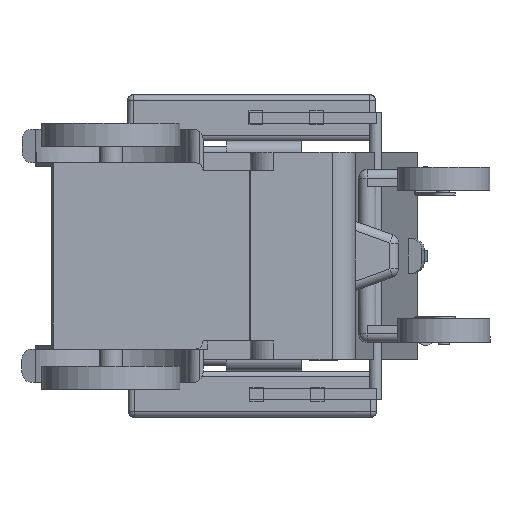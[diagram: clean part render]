
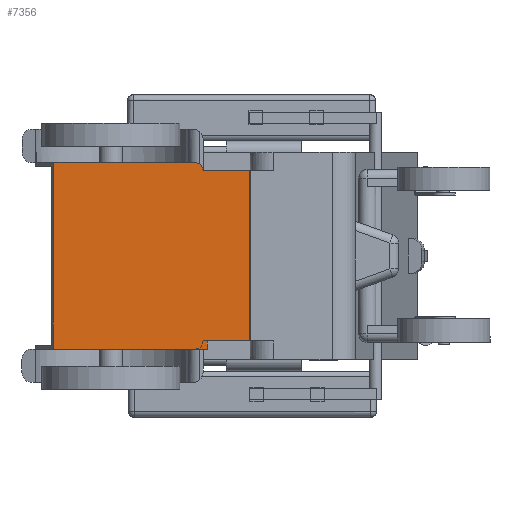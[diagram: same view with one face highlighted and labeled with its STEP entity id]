
A CAD part, front view. The second image highlights one B-rep face of the part: STEP entity #7356.
In plain terms, the highlighted planar face has unit normal (0, -1, 0).
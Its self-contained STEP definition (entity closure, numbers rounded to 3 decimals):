
#476=PLANE('',#8021);
#788=FACE_OUTER_BOUND('',#1209,.T.);
#1209=EDGE_LOOP('',(#6000,#6001,#6002,#6003,#6004,#6005,#6006,#6007));
#1818=LINE('',#13426,#2485);
#1825=LINE('',#13487,#2492);
#1840=LINE('',#13577,#2507);
#1841=LINE('',#13579,#2508);
#1842=LINE('',#13581,#2509);
#1843=LINE('',#13582,#2510);
#1844=LINE('',#13583,#2511);
#2485=VECTOR('',#9530,10.);
#2492=VECTOR('',#9549,10.);
#2507=VECTOR('',#9586,10.);
#2508=VECTOR('',#9587,10.);
#2509=VECTOR('',#9588,10.);
#2510=VECTOR('',#9589,10.);
#2511=VECTOR('',#9590,10.);
#2865=CIRCLE('',#8019,17.78);
#3438=VERTEX_POINT('',#13423);
#3439=VERTEX_POINT('',#13425);
#3447=VERTEX_POINT('',#13484);
#3448=VERTEX_POINT('',#13486);
#3461=VERTEX_POINT('',#13571);
#3462=VERTEX_POINT('',#13576);
#3463=VERTEX_POINT('',#13578);
#3464=VERTEX_POINT('',#13580);
#4325=EDGE_CURVE('',#3439,#3438,#1818,.T.);
#4337=EDGE_CURVE('',#3448,#3447,#1825,.T.);
#4358=EDGE_CURVE('',#3461,#3447,#2865,.T.);
#4359=EDGE_CURVE('',#3461,#3462,#1840,.T.);
#4360=EDGE_CURVE('',#3462,#3463,#1841,.T.);
#4361=EDGE_CURVE('',#3464,#3463,#1842,.T.);
#4362=EDGE_CURVE('',#3464,#3439,#1843,.T.);
#4363=EDGE_CURVE('',#3448,#3438,#1844,.T.);
#6000=ORIENTED_EDGE('',*,*,#4358,.F.);
#6001=ORIENTED_EDGE('',*,*,#4359,.T.);
#6002=ORIENTED_EDGE('',*,*,#4360,.T.);
#6003=ORIENTED_EDGE('',*,*,#4361,.F.);
#6004=ORIENTED_EDGE('',*,*,#4362,.T.);
#6005=ORIENTED_EDGE('',*,*,#4325,.T.);
#6006=ORIENTED_EDGE('',*,*,#4363,.F.);
#6007=ORIENTED_EDGE('',*,*,#4337,.T.);
#7356=ADVANCED_FACE('',(#788),#476,.T.);
#8019=AXIS2_PLACEMENT_3D('',#13573,#9580,#9581);
#8021=AXIS2_PLACEMENT_3D('',#13575,#9584,#9585);
#9530=DIRECTION('',(-1.,0.,0.));
#9549=DIRECTION('',(1.,0.,0.));
#9580=DIRECTION('center_axis',(0.,1.,0.));
#9581=DIRECTION('ref_axis',(-0.707,0.,-0.707));
#9584=DIRECTION('center_axis',(0.,-1.,0.));
#9585=DIRECTION('ref_axis',(0.,0.,1.));
#9586=DIRECTION('',(1.,0.,0.));
#9587=DIRECTION('',(0.,0.,1.));
#9588=DIRECTION('',(1.,0.,0.));
#9589=DIRECTION('',(0.,0.,-1.));
#9590=DIRECTION('',(0.,0.,1.));
#13423=CARTESIAN_POINT('',(-300.715,-760.202,415.468));
#13425=CARTESIAN_POINT('',(-207.224,-760.202,415.468));
#13426=CARTESIAN_POINT('',(-304.18,-760.202,415.468));
#13484=CARTESIAN_POINT('',(-197.63,-760.202,40.64));
#13486=CARTESIAN_POINT('',(-300.715,-760.202,40.64));
#13487=CARTESIAN_POINT('',(-304.166,-760.202,40.64));
#13571=CARTESIAN_POINT('',(-179.85,-760.202,22.86));
#13573=CARTESIAN_POINT('Origin',(-179.85,-760.202,40.64));
#13575=CARTESIAN_POINT('Origin',(-382.057,-760.202,228.065));
#13576=CARTESIAN_POINT('',(131.921,-760.202,22.86));
#13577=CARTESIAN_POINT('',(-382.057,-760.202,22.86));
#13578=CARTESIAN_POINT('',(131.921,-760.202,433.27));
#13579=CARTESIAN_POINT('',(131.921,-760.202,-239.513));
#13580=CARTESIAN_POINT('',(-207.224,-760.202,433.27));
#13581=CARTESIAN_POINT('',(-382.057,-760.202,433.27));
#13582=CARTESIAN_POINT('',(-207.224,-760.202,342.086));
#13583=CARTESIAN_POINT('',(-300.715,-760.202,114.033));
